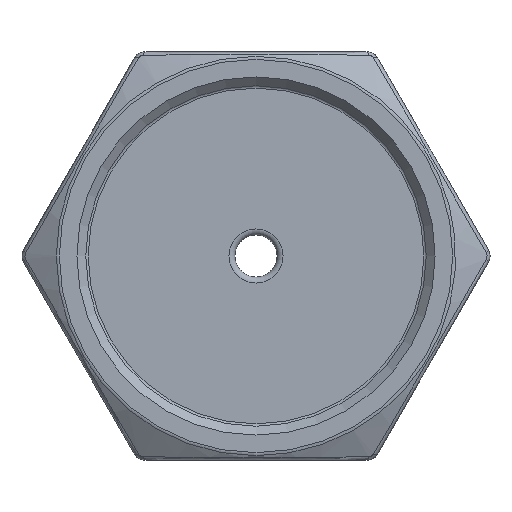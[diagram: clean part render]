
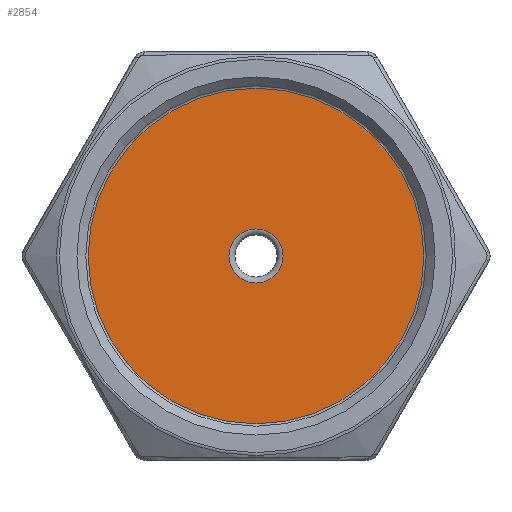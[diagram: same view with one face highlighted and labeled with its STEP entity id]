
A CAD part, left-side view. The second image highlights one B-rep face of the part: STEP entity #2854.
In plain terms, the highlighted planar face has unit normal (-1, 0, 0).
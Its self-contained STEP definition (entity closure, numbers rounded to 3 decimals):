
#153 = CIRCLE ( 'NONE', #8600, 27.928 ) ;
#837 = DIRECTION ( 'NONE',  ( 1., 0., 0. ) ) ;
#1245 = CARTESIAN_POINT ( 'NONE',  ( 24.8, 0., 0. ) ) ;
#2127 = CARTESIAN_POINT ( 'NONE',  ( 24.8, 0., 27.928 ) ) ;
#2197 = VERTEX_POINT ( 'NONE', #14467 ) ;
#2309 = EDGE_CURVE ( 'NONE', #2197, #2197, #10732, .T. ) ;
#2854 = ADVANCED_FACE ( 'NONE', ( #14416, #4274 ), #11582, .F. ) ;
#3724 = CARTESIAN_POINT ( 'NONE',  ( 24.8, 0., 0. ) ) ;
#4274 = FACE_OUTER_BOUND ( 'NONE', #4749, .T. ) ;
#4749 = EDGE_LOOP ( 'NONE', ( #12335 ) ) ;
#5869 = EDGE_CURVE ( 'NONE', #6680, #6680, #153, .T. ) ;
#6065 = DIRECTION ( 'NONE',  ( 0., 0., 1. ) ) ;
#6597 = DIRECTION ( 'NONE',  ( 0., 1., 0. ) ) ;
#6680 = VERTEX_POINT ( 'NONE', #2127 ) ;
#6704 = AXIS2_PLACEMENT_3D ( 'NONE', #1245, #837, #12467 ) ;
#6927 = EDGE_LOOP ( 'NONE', ( #10602 ) ) ;
#7235 = CARTESIAN_POINT ( 'NONE',  ( 24.8, 0., -28.428 ) ) ;
#8204 = DIRECTION ( 'NONE',  ( 1., 0., 0. ) ) ;
#8600 = AXIS2_PLACEMENT_3D ( 'NONE', #3724, #8204, #6065 ) ;
#10602 = ORIENTED_EDGE ( 'NONE', *, *, #2309, .T. ) ;
#10732 = CIRCLE ( 'NONE', #6704, 4.5 ) ;
#11582 = PLANE ( 'NONE',  #12352 ) ;
#12335 = ORIENTED_EDGE ( 'NONE', *, *, #5869, .F. ) ;
#12352 = AXIS2_PLACEMENT_3D ( 'NONE', #7235, #12939, #6597 ) ;
#12467 = DIRECTION ( 'NONE',  ( 0., 0., -1. ) ) ;
#12939 = DIRECTION ( 'NONE',  ( 1., 0., 0. ) ) ;
#14416 = FACE_BOUND ( 'NONE', #6927, .T. ) ;
#14467 = CARTESIAN_POINT ( 'NONE',  ( 24.8, 0., -4.5 ) ) ;
